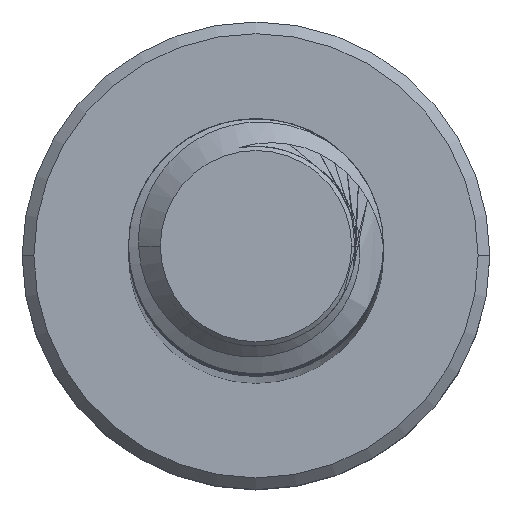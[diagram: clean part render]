
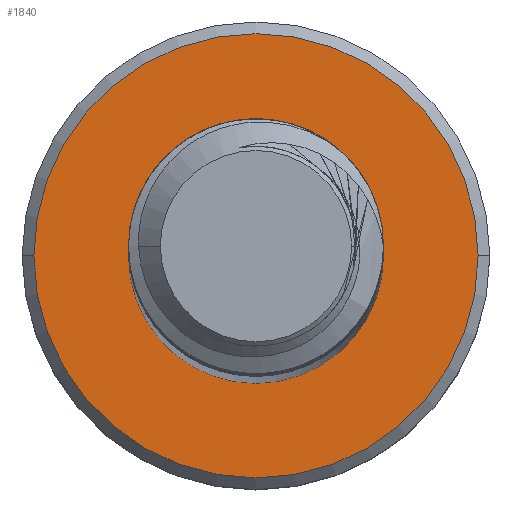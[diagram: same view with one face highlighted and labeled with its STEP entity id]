
A CAD part, top view. The second image highlights one B-rep face of the part: STEP entity #1840.
In plain terms, the highlighted face is planar.
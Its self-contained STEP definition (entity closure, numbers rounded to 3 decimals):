
#20=FACE_BOUND('',#459,.T.);
#29=PLANE('',#1978);
#353=FACE_OUTER_BOUND('',#458,.T.);
#458=EDGE_LOOP('',(#1704,#1705));
#459=EDGE_LOOP('',(#1706,#1707));
#676=CIRCLE('',#1868,1.5);
#678=CIRCLE('',#1871,1.5);
#680=CIRCLE('',#1943,2.613);
#694=CIRCLE('',#1977,2.613);
#712=VERTEX_POINT('',#2459);
#713=VERTEX_POINT('',#2460);
#854=VERTEX_POINT('',#3999);
#855=VERTEX_POINT('',#4000);
#895=EDGE_CURVE('',#712,#713,#676,.T.);
#902=EDGE_CURVE('',#713,#712,#678,.T.);
#1110=EDGE_CURVE('',#854,#855,#680,.T.);
#1158=EDGE_CURVE('',#855,#854,#694,.T.);
#1704=ORIENTED_EDGE('',*,*,#1158,.T.);
#1705=ORIENTED_EDGE('',*,*,#1110,.T.);
#1706=ORIENTED_EDGE('',*,*,#895,.F.);
#1707=ORIENTED_EDGE('',*,*,#902,.F.);
#1840=ADVANCED_FACE('',(#353,#20),#29,.T.);
#1868=AXIS2_PLACEMENT_3D('',#2461,#2012,#2013);
#1871=AXIS2_PLACEMENT_3D('',#2481,#2021,#2022);
#1943=AXIS2_PLACEMENT_3D('',#4001,#2233,#2234);
#1977=AXIS2_PLACEMENT_3D('',#7850,#2320,#2321);
#1978=AXIS2_PLACEMENT_3D('',#7851,#2322,#2323);
#2012=DIRECTION('center_axis',(0.,0.,-1.));
#2013=DIRECTION('ref_axis',(-1.,0.,0.));
#2021=DIRECTION('center_axis',(0.,0.,-1.));
#2022=DIRECTION('ref_axis',(-1.,0.,0.));
#2233=DIRECTION('center_axis',(0.,0.,-1.));
#2234=DIRECTION('ref_axis',(-1.,0.,0.));
#2320=DIRECTION('center_axis',(0.,0.,-1.));
#2321=DIRECTION('ref_axis',(-1.,0.,0.));
#2322=DIRECTION('center_axis',(0.,0.,-1.));
#2323=DIRECTION('ref_axis',(-1.,0.,0.));
#2459=CARTESIAN_POINT('',(-1.5,0.,31.));
#2460=CARTESIAN_POINT('',(1.5,0.,31.));
#2461=CARTESIAN_POINT('Origin',(0.,0.,31.));
#2481=CARTESIAN_POINT('Origin',(0.,0.,31.));
#3999=CARTESIAN_POINT('',(-2.613,0.,31.));
#4000=CARTESIAN_POINT('',(2.613,0.,31.));
#4001=CARTESIAN_POINT('Origin',(0.,0.,31.));
#7850=CARTESIAN_POINT('Origin',(0.,0.,31.));
#7851=CARTESIAN_POINT('Origin',(-2.613,0.,31.));
